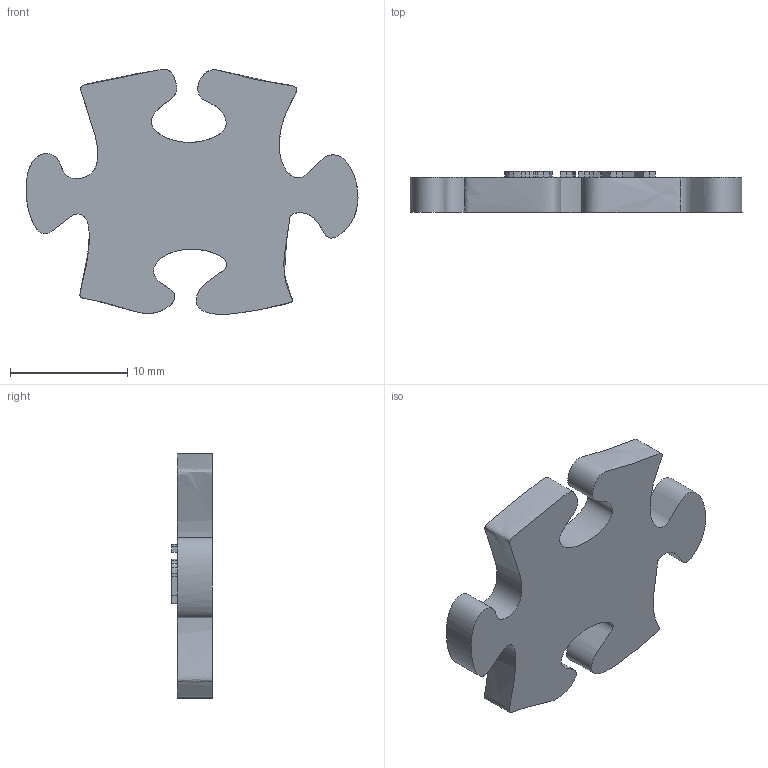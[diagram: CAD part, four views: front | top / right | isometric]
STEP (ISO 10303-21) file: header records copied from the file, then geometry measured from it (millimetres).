
FILE_DESCRIPTION(/* description */ (''),/* implementation_level */ '2;1');
FILE_NAME(/* name */ 'puzzels.step',/* time_stamp */ '2024-07-04T14:27:03+03:00',/* author */ (''),/* organization */ (''),/* preprocessor_version */ 'ST-DEVELOPER v20',/* originating_system */ 'Autodesk Translation Framework v13.14.0.145',/* authorisation */ '');
FILE_SCHEMA (('AUTOMOTIVE_DESIGN { 1 0 10303 214 3 1 1 }'));
Length unit declared in the file: millimetre
Products named in the file (1): (Unsaved)
Bounding box: 28.37 x 3.5 x 20.92 mm (x, y, z)
Volume: 902.4 mm3; surface area: 1063.7 mm2
Topology: 1 solids, 1 shells, 82 faces, 228 edges, 152 vertices
Faces by surface type: bspline 60, plane 22
Entity records: 3962 total; most frequent: CARTESIAN_POINT 2243, ORIENTED_EDGE 456, EDGE_CURVE 228, DIRECTION 154, VERTEX_POINT 152, B_SPLINE_CURVE_WITH_KNOTS 118, LINE 108, VECTOR 108
